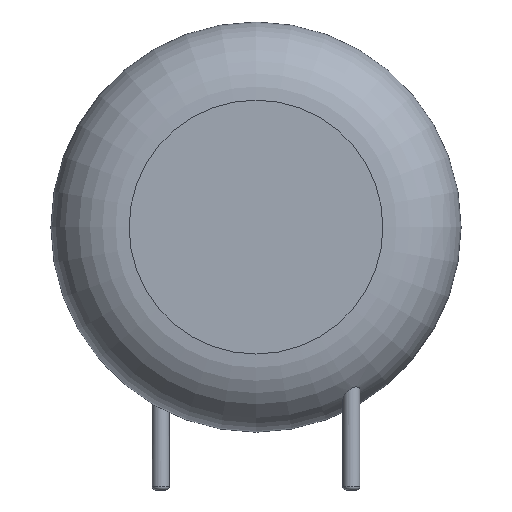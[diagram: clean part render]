
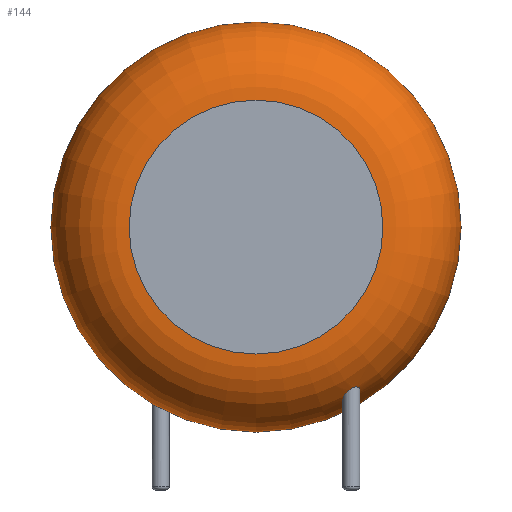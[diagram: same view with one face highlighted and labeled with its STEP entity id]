
A CAD part, front view. The second image highlights one B-rep face of the part: STEP entity #144.
In plain terms, the highlighted toroidal (fillet/blend) face has major radius 6.652 mm and minor radius 4.098 mm.
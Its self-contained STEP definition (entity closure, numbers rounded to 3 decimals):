
#24=VERTEX_POINT('',#25);
#25=CARTESIAN_POINT('',(15.75,-2.352,10.78));
#29=DIRECTION('',(0.,-1.,0.));
#30=ORIENTED_EDGE('',*,*,#31,.T.);
#31=EDGE_CURVE('',#24,#24,#32,.T.);
#32=CIRCLE('',#33,10.75);
#33=AXIS2_PLACEMENT_3D('',#34,#29,#35);
#34=CARTESIAN_POINT('',(5.,-2.352,10.78));
#35=DIRECTION('',(1.,0.,0.));
#144=ADVANCED_FACE('',(#145,#161),#238,.T.);
#145=FACE_BOUND('',#146,.T.);
#146=EDGE_LOOP('',(#30,#147,#155,#160));
#147=ORIENTED_EDGE('',*,*,#148,.T.);
#148=EDGE_CURVE('',#24,#149,#151,.T.);
#149=VERTEX_POINT('',#150);
#150=CARTESIAN_POINT('',(11.652,-6.45,10.78));
#151=CIRCLE('',#152,4.098);
#152=AXIS2_PLACEMENT_3D('',#153,#154,#35);
#153=CARTESIAN_POINT('',(11.652,-2.352,10.78));
#154=DIRECTION('',(0.,0.,-1.));
#155=ORIENTED_EDGE('',*,*,#156,.F.);
#156=EDGE_CURVE('',#149,#149,#157,.T.);
#157=CIRCLE('',#158,6.652);
#158=AXIS2_PLACEMENT_3D('',#159,#29,#35);
#159=CARTESIAN_POINT('',(5.,-6.45,10.78));
#160=ORIENTED_EDGE('',*,*,#148,.F.);
#161=FACE_BOUND('',#162,.T.);
#162=EDGE_LOOP('',(#163,#200));
#163=ORIENTED_EDGE('',*,*,#164,.T.);
#164=EDGE_CURVE('',#165,#167,#169,.T.);
#165=VERTEX_POINT('',#166);
#166=CARTESIAN_POINT('',(10.45,-4.5,2.227));
#167=VERTEX_POINT('',#168);
#168=CARTESIAN_POINT('',(9.55,-4.485,1.706));
#169=B_SPLINE_CURVE_WITH_KNOTS('',7,(#166,#170,#171,#172,#173,#174,#175,#176,#177,#178,#179,#180,#181,#182,#183,#184,#185,#186,#187,#188,#189,#190,#191,#192,#193,#194,#195,#196,#197,#198,#199,#168),.UNSPECIFIED.,.F.,.F.,(8,6,6,6,6,8),(0.,0.191,0.527,0.777,0.921,1.),.UNSPECIFIED.);
#170=CARTESIAN_POINT('',(10.45,-4.464,2.2));
#171=CARTESIAN_POINT('',(10.447,-4.428,2.173));
#172=CARTESIAN_POINT('',(10.44,-4.393,2.144));
#173=CARTESIAN_POINT('',(10.43,-4.358,2.115));
#174=CARTESIAN_POINT('',(10.417,-4.325,2.085));
#175=CARTESIAN_POINT('',(10.401,-4.293,2.055));
#176=CARTESIAN_POINT('',(10.35,-4.21,1.972));
#177=CARTESIAN_POINT('',(10.308,-4.162,1.918));
#178=CARTESIAN_POINT('',(10.258,-4.12,1.865));
#179=CARTESIAN_POINT('',(10.201,-4.087,1.814));
#180=CARTESIAN_POINT('',(10.138,-4.063,1.765));
#181=CARTESIAN_POINT('',(10.07,-4.05,1.72));
#182=CARTESIAN_POINT('',(9.948,-4.05,1.653));
#183=CARTESIAN_POINT('',(9.896,-4.057,1.628));
#184=CARTESIAN_POINT('',(9.844,-4.071,1.608));
#185=CARTESIAN_POINT('',(9.793,-4.093,1.593));
#186=CARTESIAN_POINT('',(9.747,-4.122,1.584));
#187=CARTESIAN_POINT('',(9.705,-4.156,1.581));
#188=CARTESIAN_POINT('',(9.648,-4.218,1.588));
#189=CARTESIAN_POINT('',(9.629,-4.242,1.592));
#190=CARTESIAN_POINT('',(9.612,-4.268,1.598));
#191=CARTESIAN_POINT('',(9.597,-4.294,1.607));
#192=CARTESIAN_POINT('',(9.585,-4.322,1.617));
#193=CARTESIAN_POINT('',(9.575,-4.349,1.629));
#194=CARTESIAN_POINT('',(9.563,-4.393,1.651));
#195=CARTESIAN_POINT('',(9.559,-4.408,1.659));
#196=CARTESIAN_POINT('',(9.556,-4.423,1.667));
#197=CARTESIAN_POINT('',(9.554,-4.439,1.676));
#198=CARTESIAN_POINT('',(9.552,-4.454,1.686));
#199=CARTESIAN_POINT('',(9.551,-4.47,1.695));
#200=ORIENTED_EDGE('',*,*,#201,.T.);
#201=EDGE_CURVE('',#167,#165,#202,.T.);
#202=B_SPLINE_CURVE_WITH_KNOTS('',8,(#168,#203,#204,#205,#206,#207,#208,#209,#210,#211,#212,#213,#214,#215,#216,#217,#218,#219,#220,#221,#222,#223,#224,#225,#226,#227,#228,#229,#230,#231,#232,#233,#234,#235,#236,#237,#166),.UNSPECIFIED.,.F.,.F.,(9,7,7,7,7,9),(0.,0.256,0.484,0.783,0.845,1.),.UNSPECIFIED.);
#203=CARTESIAN_POINT('',(9.549,-4.53,1.736));
#204=CARTESIAN_POINT('',(9.552,-4.574,1.769));
#205=CARTESIAN_POINT('',(9.561,-4.617,1.804));
#206=CARTESIAN_POINT('',(9.574,-4.658,1.842));
#207=CARTESIAN_POINT('',(9.591,-4.697,1.881));
#208=CARTESIAN_POINT('',(9.612,-4.734,1.921));
#209=CARTESIAN_POINT('',(9.636,-4.768,1.962));
#210=CARTESIAN_POINT('',(9.689,-4.827,2.04));
#211=CARTESIAN_POINT('',(9.716,-4.853,2.077));
#212=CARTESIAN_POINT('',(9.746,-4.876,2.113));
#213=CARTESIAN_POINT('',(9.779,-4.896,2.149));
#214=CARTESIAN_POINT('',(9.813,-4.913,2.185));
#215=CARTESIAN_POINT('',(9.85,-4.928,2.219));
#216=CARTESIAN_POINT('',(9.889,-4.938,2.251));
#217=CARTESIAN_POINT('',(9.983,-4.953,2.319));
#218=CARTESIAN_POINT('',(10.04,-4.954,2.354));
#219=CARTESIAN_POINT('',(10.098,-4.948,2.383));
#220=CARTESIAN_POINT('',(10.156,-4.932,2.403));
#221=CARTESIAN_POINT('',(10.212,-4.907,2.413));
#222=CARTESIAN_POINT('',(10.263,-4.874,2.414));
#223=CARTESIAN_POINT('',(10.307,-4.834,2.407));
#224=CARTESIAN_POINT('',(10.352,-4.781,2.389));
#225=CARTESIAN_POINT('',(10.359,-4.772,2.385));
#226=CARTESIAN_POINT('',(10.366,-4.762,2.381));
#227=CARTESIAN_POINT('',(10.373,-4.752,2.377));
#228=CARTESIAN_POINT('',(10.379,-4.743,2.373));
#229=CARTESIAN_POINT('',(10.386,-4.733,2.368));
#230=CARTESIAN_POINT('',(10.391,-4.722,2.364));
#231=CARTESIAN_POINT('',(10.41,-4.687,2.346));
#232=CARTESIAN_POINT('',(10.422,-4.661,2.332));
#233=CARTESIAN_POINT('',(10.431,-4.635,2.317));
#234=CARTESIAN_POINT('',(10.439,-4.608,2.301));
#235=CARTESIAN_POINT('',(10.444,-4.581,2.283));
#236=CARTESIAN_POINT('',(10.448,-4.554,2.265));
#237=CARTESIAN_POINT('',(10.45,-4.527,2.246));
#238=TOROIDAL_SURFACE('',#33,6.652,4.098);
